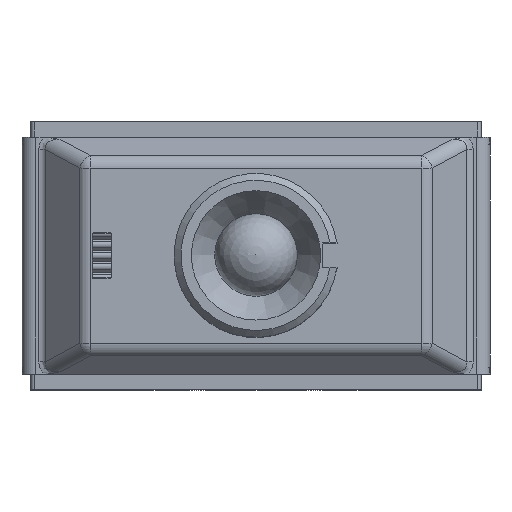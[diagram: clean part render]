
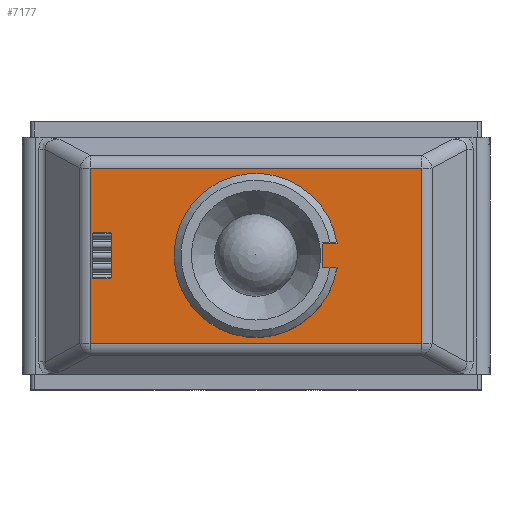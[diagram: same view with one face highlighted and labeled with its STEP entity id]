
A CAD part, top view. The second image highlights one B-rep face of the part: STEP entity #7177.
In plain terms, the highlighted planar face has unit normal (0, 0, 1).
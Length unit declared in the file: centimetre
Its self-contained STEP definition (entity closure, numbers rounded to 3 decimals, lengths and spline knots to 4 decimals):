
#99=FACE_BOUND('',#950,.T.);
#100=FACE_BOUND('',#951,.T.);
#207=PLANE('',#7702);
#526=FACE_OUTER_BOUND('',#949,.T.);
#949=EDGE_LOOP('',(#5433,#5434,#5435,#5436));
#950=EDGE_LOOP('',(#5437,#5438,#5439,#5440,#5441,#5442,#5443,#5444));
#951=EDGE_LOOP('',(#5445,#5446,#5447,#5448));
#1290=LINE('',#10302,#2083);
#1304=LINE('',#10339,#2097);
#1317=LINE('',#10386,#2110);
#1335=LINE('',#10444,#2128);
#1531=LINE('',#11085,#2324);
#1532=LINE('',#11087,#2325);
#1533=LINE('',#11089,#2326);
#1534=LINE('',#11090,#2327);
#1535=LINE('',#11095,#2328);
#1536=LINE('',#11097,#2329);
#1537=LINE('',#11098,#2330);
#2083=VECTOR('',#8174,1.);
#2097=VECTOR('',#8200,1.);
#2110=VECTOR('',#8231,1.);
#2128=VECTOR('',#8293,1.);
#2324=VECTOR('',#8815,1.);
#2325=VECTOR('',#8816,1.);
#2326=VECTOR('',#8817,1.);
#2327=VECTOR('',#8818,1.);
#2328=VECTOR('',#8821,1.);
#2329=VECTOR('',#8822,1.);
#2330=VECTOR('',#8823,1.);
#2875=CIRCLE('',#7501,0.01);
#2881=CIRCLE('',#7510,0.01);
#2888=CIRCLE('',#7519,0.01);
#2891=CIRCLE('',#7525,0.01);
#2965=CIRCLE('',#7703,0.5953);
#3118=VERTEX_POINT('',#10288);
#3119=VERTEX_POINT('',#10290);
#3121=VERTEX_POINT('',#10301);
#3138=VERTEX_POINT('',#10337);
#3141=VERTEX_POINT('',#10349);
#3157=VERTEX_POINT('',#10384);
#3159=VERTEX_POINT('',#10395);
#3163=VERTEX_POINT('',#10415);
#3363=VERTEX_POINT('',#11083);
#3364=VERTEX_POINT('',#11084);
#3365=VERTEX_POINT('',#11086);
#3366=VERTEX_POINT('',#11088);
#3367=VERTEX_POINT('',#11091);
#3368=VERTEX_POINT('',#11092);
#3369=VERTEX_POINT('',#11094);
#3370=VERTEX_POINT('',#11096);
#3791=EDGE_CURVE('',#3119,#3118,#2875,.T.);
#3794=EDGE_CURVE('',#3121,#3119,#1290,.T.);
#3813=EDGE_CURVE('',#3118,#3138,#1304,.T.);
#3816=EDGE_CURVE('',#3138,#3141,#2881,.T.);
#3834=EDGE_CURVE('',#3141,#3157,#1317,.T.);
#3836=EDGE_CURVE('',#3159,#3121,#2888,.T.);
#3845=EDGE_CURVE('',#3157,#3163,#2891,.T.);
#3858=EDGE_CURVE('',#3163,#3159,#1335,.T.);
#4131=EDGE_CURVE('',#3363,#3364,#1531,.T.);
#4132=EDGE_CURVE('',#3365,#3364,#1532,.T.);
#4133=EDGE_CURVE('',#3366,#3365,#1533,.T.);
#4134=EDGE_CURVE('',#3366,#3363,#1534,.T.);
#4135=EDGE_CURVE('',#3367,#3368,#2965,.T.);
#4136=EDGE_CURVE('',#3368,#3369,#1535,.T.);
#4137=EDGE_CURVE('',#3369,#3370,#1536,.T.);
#4138=EDGE_CURVE('',#3370,#3367,#1537,.T.);
#5433=ORIENTED_EDGE('',*,*,#4131,.T.);
#5434=ORIENTED_EDGE('',*,*,#4132,.F.);
#5435=ORIENTED_EDGE('',*,*,#4133,.F.);
#5436=ORIENTED_EDGE('',*,*,#4134,.T.);
#5437=ORIENTED_EDGE('',*,*,#3791,.T.);
#5438=ORIENTED_EDGE('',*,*,#3813,.T.);
#5439=ORIENTED_EDGE('',*,*,#3816,.T.);
#5440=ORIENTED_EDGE('',*,*,#3834,.T.);
#5441=ORIENTED_EDGE('',*,*,#3845,.T.);
#5442=ORIENTED_EDGE('',*,*,#3858,.T.);
#5443=ORIENTED_EDGE('',*,*,#3836,.T.);
#5444=ORIENTED_EDGE('',*,*,#3794,.T.);
#5445=ORIENTED_EDGE('',*,*,#4135,.T.);
#5446=ORIENTED_EDGE('',*,*,#4136,.T.);
#5447=ORIENTED_EDGE('',*,*,#4137,.T.);
#5448=ORIENTED_EDGE('',*,*,#4138,.T.);
#7177=ADVANCED_FACE('',(#526,#99,#100),#207,.T.);
#7501=AXIS2_PLACEMENT_3D('',#10291,#8169,#8170);
#7510=AXIS2_PLACEMENT_3D('',#10351,#8204,#8205);
#7519=AXIS2_PLACEMENT_3D('',#10396,#8234,#8235);
#7525=AXIS2_PLACEMENT_3D('',#10417,#8251,#8252);
#7702=AXIS2_PLACEMENT_3D('',#11082,#8813,#8814);
#7703=AXIS2_PLACEMENT_3D('',#11093,#8819,#8820);
#8169=DIRECTION('center_axis',(0.,0.,
-1.));
#8170=DIRECTION('ref_axis',(-0.707,0.707,0.));
#8174=DIRECTION('',(0.,1.,0.));
#8200=DIRECTION('',(1.,0.,0.));
#8204=DIRECTION('center_axis',(0.,0.,
-1.));
#8205=DIRECTION('ref_axis',(0.707,0.707,0.));
#8231=DIRECTION('',(0.,-1.,0.));
#8234=DIRECTION('center_axis',(0.,0.,
-1.));
#8235=DIRECTION('ref_axis',(-0.707,-0.707,0.));
#8251=DIRECTION('center_axis',(0.,0.,
-1.));
#8252=DIRECTION('ref_axis',(0.707,-0.707,0.));
#8293=DIRECTION('',(-1.,0.,0.));
#8813=DIRECTION('center_axis',(0.,0.,
1.));
#8814=DIRECTION('ref_axis',(-1.,0.,0.));
#8815=DIRECTION('',(1.,0.,0.));
#8816=DIRECTION('',(0.,-1.,0.));
#8817=DIRECTION('',(1.,0.,0.));
#8818=DIRECTION('',(0.,-1.,0.));
#8819=DIRECTION('center_axis',(0.,0.,
-1.));
#8820=DIRECTION('ref_axis',(-1.,0.,0.));
#8821=DIRECTION('',(-1.,0.,0.));
#8822=DIRECTION('',(0.,-1.,0.));
#8823=DIRECTION('',(1.,0.,0.));
#10288=CARTESIAN_POINT('',(-1.18,0.165,1.415));
#10290=CARTESIAN_POINT('',(-1.19,0.155,1.415));
#10291=CARTESIAN_POINT('Origin',(-1.18,0.155,1.415));
#10301=CARTESIAN_POINT('',(-1.19,-0.155,1.415));
#10302=CARTESIAN_POINT('',(-1.19,0.0825,1.415));
#10337=CARTESIAN_POINT('',(-1.06,0.165,1.415));
#10339=CARTESIAN_POINT('',(0.0774,0.165,1.415));
#10349=CARTESIAN_POINT('',(-1.05,0.155,1.415));
#10351=CARTESIAN_POINT('Origin',(-1.06,0.155,1.415));
#10384=CARTESIAN_POINT('',(-1.05,-0.155,1.415));
#10386=CARTESIAN_POINT('',(-1.05,-0.0825,1.415));
#10395=CARTESIAN_POINT('',(-1.18,-0.165,1.415));
#10396=CARTESIAN_POINT('Origin',(-1.18,-0.155,1.415));
#10415=CARTESIAN_POINT('',(-1.06,-0.165,1.415));
#10417=CARTESIAN_POINT('Origin',(-1.06,-0.155,1.415));
#10444=CARTESIAN_POINT('',(0.0074,-0.165,1.415));
#11082=CARTESIAN_POINT('Origin',(1.2049,0.,
1.415));
#11083=CARTESIAN_POINT('',(-1.2049,-0.6365,1.415));
#11084=CARTESIAN_POINT('',(1.2049,-0.6365,1.415));
#11085=CARTESIAN_POINT('',(0.,-0.6365,1.415));
#11086=CARTESIAN_POINT('',(1.2049,0.6365,1.415));
#11087=CARTESIAN_POINT('',(1.2049,0.,1.415));
#11088=CARTESIAN_POINT('',(-1.2049,0.6365,1.415));
#11089=CARTESIAN_POINT('',(0.,0.6365,1.415));
#11090=CARTESIAN_POINT('',(-1.2049,0.,1.415));
#11091=CARTESIAN_POINT('',(0.5885,-0.09,1.415));
#11092=CARTESIAN_POINT('',(0.5885,0.09,1.415));
#11093=CARTESIAN_POINT('Origin',(0.,0.,
1.415));
#11094=CARTESIAN_POINT('',(0.4847,0.09,1.415));
#11095=CARTESIAN_POINT('',(0.2942,0.09,1.415));
#11096=CARTESIAN_POINT('',(0.4847,-0.09,1.415));
#11097=CARTESIAN_POINT('',(0.4847,0.045,1.415));
#11098=CARTESIAN_POINT('',(0.2423,-0.09,1.415));
